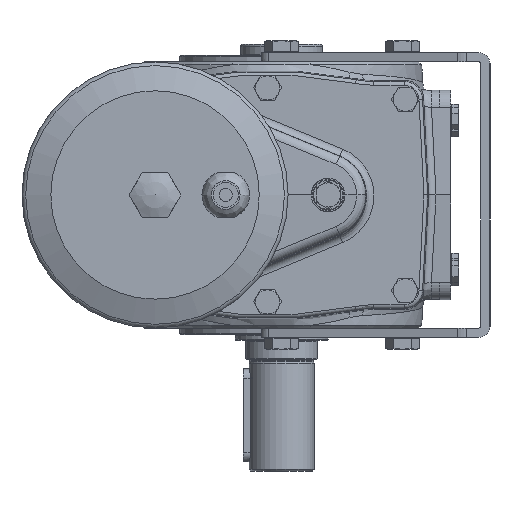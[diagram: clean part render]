
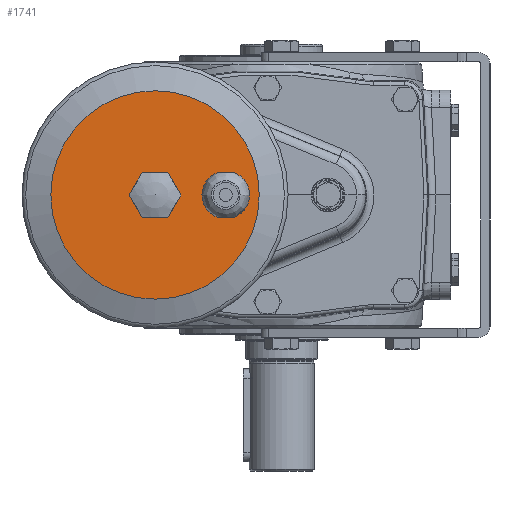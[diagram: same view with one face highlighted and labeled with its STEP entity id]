
A CAD part, left-side view. The second image highlights one B-rep face of the part: STEP entity #1741.
In plain terms, the highlighted planar face has unit normal (-1, 0, 0).
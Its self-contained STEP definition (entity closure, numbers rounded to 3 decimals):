
#1741 = ADVANCED_FACE( '', ( #4276, #4277, #4278 ), #4279, .T. );
#4276 = FACE_BOUND( '', #11522, .T. );
#4277 = FACE_OUTER_BOUND( '', #11523, .T. );
#4278 = FACE_BOUND( '', #11524, .T. );
#4279 = PLANE( '', #11525 );
#11522 = EDGE_LOOP( '', ( #22036, #22037, #22038, #22039 ) );
#11523 = EDGE_LOOP( '', ( #22040 ) );
#11524 = EDGE_LOOP( '', ( #22041, #22042, #22043, #22044, #22045, #22046 ) );
#11525 = AXIS2_PLACEMENT_3D( '', #22047, #22048, #22049 );
#22036 = ORIENTED_EDGE( '', *, *, #28402, .F. );
#22037 = ORIENTED_EDGE( '', *, *, #28233, .F. );
#22038 = ORIENTED_EDGE( '', *, *, #28650, .F. );
#22039 = ORIENTED_EDGE( '', *, *, #28523, .T. );
#22040 = ORIENTED_EDGE( '', *, *, #28651, .T. );
#22041 = ORIENTED_EDGE( '', *, *, #28652, .T. );
#22042 = ORIENTED_EDGE( '', *, *, #28653, .T. );
#22043 = ORIENTED_EDGE( '', *, *, #27230, .T. );
#22044 = ORIENTED_EDGE( '', *, *, #28654, .T. );
#22045 = ORIENTED_EDGE( '', *, *, #28655, .T. );
#22046 = ORIENTED_EDGE( '', *, *, #28656, .T. );
#22047 = CARTESIAN_POINT( '', ( -565., 12., 0. ) );
#22048 = DIRECTION( '', ( -1., 0., 0. ) );
#22049 = DIRECTION( '', ( 0., -1., 0. ) );
#27230 = EDGE_CURVE( '', #30274, #30278, #30280, .T. );
#28233 = EDGE_CURVE( '', #31942, #31945, #31946, .T. );
#28402 = EDGE_CURVE( '', #31945, #32210, #32211, .T. );
#28523 = EDGE_CURVE( '', #32399, #32210, #32400, .T. );
#28650 = EDGE_CURVE( '', #32399, #31942, #32587, .T. );
#28651 = EDGE_CURVE( '', #32588, #32588, #32589, .T. );
#28652 = EDGE_CURVE( '', #32590, #32591, #32592, .T. );
#28653 = EDGE_CURVE( '', #32591, #30274, #32593, .T. );
#28654 = EDGE_CURVE( '', #30278, #32594, #32595, .T. );
#28655 = EDGE_CURVE( '', #32594, #32596, #32597, .T. );
#28656 = EDGE_CURVE( '', #32596, #32590, #32598, .T. );
#30274 = VERTEX_POINT( '', #34664 );
#30278 = VERTEX_POINT( '', #34669 );
#30280 = LINE( '', #34672, #34673 );
#31942 = VERTEX_POINT( '', #38749 );
#31945 = VERTEX_POINT( '', #38753 );
#31946 = LINE( '', #38754, #38755 );
#32210 = VERTEX_POINT( '', #39468 );
#32211 = CIRCLE( '', #39469, 12.8 );
#32399 = VERTEX_POINT( '', #39829 );
#32400 = LINE( '', #39830, #39831 );
#32587 = CIRCLE( '', #40236, 12.8 );
#32588 = VERTEX_POINT( '', #40237 );
#32589 = CIRCLE( '', #40238, 56. );
#32590 = VERTEX_POINT( '', #40239 );
#32591 = VERTEX_POINT( '', #40240 );
#32592 = LINE( '', #40241, #40242 );
#32593 = LINE( '', #40243, #40244 );
#32594 = VERTEX_POINT( '', #40245 );
#32595 = LINE( '', #40246, #40247 );
#32596 = VERTEX_POINT( '', #40248 );
#32597 = LINE( '', #40249, #40250 );
#32598 = LINE( '', #40251, #40252 );
#34664 = CARTESIAN_POINT( '', ( -565., 74.928, 12. ) );
#34669 = CARTESIAN_POINT( '', ( -565., 61.072, 12. ) );
#34672 = CARTESIAN_POINT( '', ( -565., 74.928, 12. ) );
#34673 = VECTOR( '', #44360, 1000. );
#38749 = CARTESIAN_POINT( '', ( -565., 25.546, 12. ) );
#38753 = CARTESIAN_POINT( '', ( -565., 34.454, 12. ) );
#38754 = CARTESIAN_POINT( '', ( -565., 25.546, 12. ) );
#38755 = VECTOR( '', #45546, 1000. );
#39468 = CARTESIAN_POINT( '', ( -565., 34.454, -12. ) );
#39469 = AXIS2_PLACEMENT_3D( '', #45736, #45737, #45738 );
#39829 = CARTESIAN_POINT( '', ( -565., 25.546, -12. ) );
#39830 = CARTESIAN_POINT( '', ( -565., 25.546, -12. ) );
#39831 = VECTOR( '', #45876, 1000. );
#40236 = AXIS2_PLACEMENT_3D( '', #46018, #46019, #46020 );
#40237 = CARTESIAN_POINT( '', ( -565., 12., 0. ) );
#40238 = AXIS2_PLACEMENT_3D( '', #46021, #46022, #46023 );
#40239 = CARTESIAN_POINT( '', ( -565., 74.928, -12. ) );
#40240 = CARTESIAN_POINT( '', ( -565., 81.856, 0. ) );
#40241 = CARTESIAN_POINT( '', ( -565., 74.928, -12. ) );
#40242 = VECTOR( '', #46024, 1000. );
#40243 = CARTESIAN_POINT( '', ( -565., 81.856, 0. ) );
#40244 = VECTOR( '', #46025, 1000. );
#40245 = CARTESIAN_POINT( '', ( -565., 54.144, 0. ) );
#40246 = CARTESIAN_POINT( '', ( -565., 61.072, 12. ) );
#40247 = VECTOR( '', #46026, 1000. );
#40248 = CARTESIAN_POINT( '', ( -565., 61.072, -12. ) );
#40249 = CARTESIAN_POINT( '', ( -565., 54.144, 0. ) );
#40250 = VECTOR( '', #46027, 1000. );
#40251 = CARTESIAN_POINT( '', ( -565., 61.072, -12. ) );
#40252 = VECTOR( '', #46028, 1000. );
#44360 = DIRECTION( '', ( 0., -1., 0. ) );
#45546 = DIRECTION( '', ( 0., 1., 0. ) );
#45736 = CARTESIAN_POINT( '', ( -565., 30., 0. ) );
#45737 = DIRECTION( '', ( -1., 0., 0. ) );
#45738 = DIRECTION( '', ( 0., -1., 0. ) );
#45876 = DIRECTION( '', ( 0., 1., 0. ) );
#46018 = CARTESIAN_POINT( '', ( -565., 30., 0. ) );
#46019 = DIRECTION( '', ( -1., 0., 0. ) );
#46020 = DIRECTION( '', ( 0., -1., 0. ) );
#46021 = CARTESIAN_POINT( '', ( -565., 68., 0. ) );
#46022 = DIRECTION( '', ( -1., 0., 0. ) );
#46023 = DIRECTION( '', ( 0., -1., 0. ) );
#46024 = DIRECTION( '', ( 0., 0.5, 0.866 ) );
#46025 = DIRECTION( '', ( 0., -0.5, 0.866 ) );
#46026 = DIRECTION( '', ( 0., -0.5, -0.866 ) );
#46027 = DIRECTION( '', ( 0., 0.5, -0.866 ) );
#46028 = DIRECTION( '', ( 0., 1., 0. ) );
